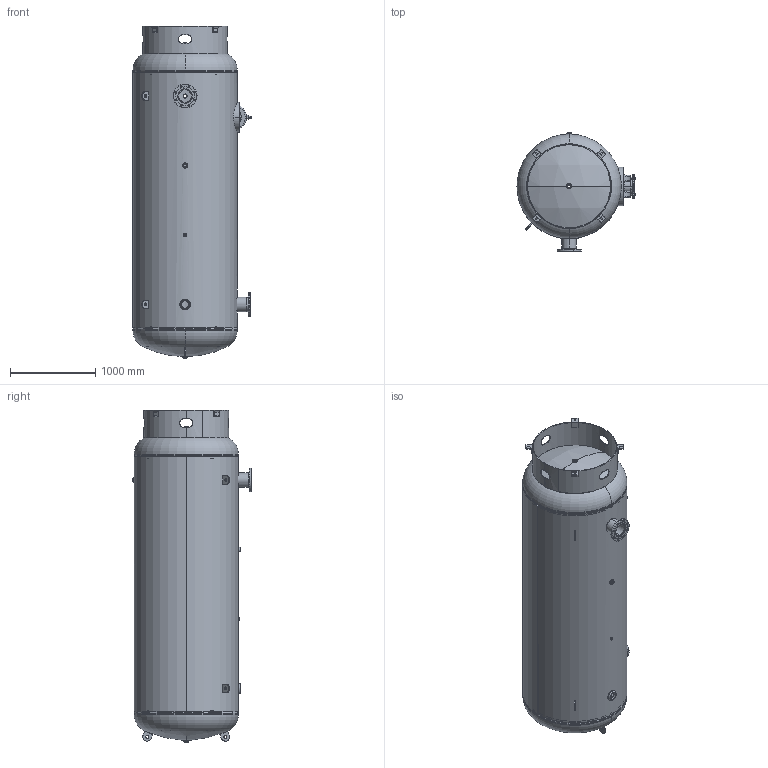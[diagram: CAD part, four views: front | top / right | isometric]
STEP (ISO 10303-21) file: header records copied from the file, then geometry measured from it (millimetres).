
FILE_DESCRIPTION (( 'STEP AP203' ), '1' );
FILE_NAME ('302443.STEP', '2012-03-05T14:36:50', ( '' ), ( '' ), 'SwSTEP 2.0', 'SolidWorks 2011', '' );
FILE_SCHEMA (( 'CONFIG_CONTROL_DESIGN' ));
Length unit declared in the file: inch
Products named in the file (1): 302443
Bounding box: 1381.03 x 1390.65 x 3883.57 mm (x, y, z)
Surface area: 31959782.5 mm2 (no closed solid volume)
Topology: 0 solids, 45 shells, 368 faces, 1124 edges, 782 vertices
Faces by surface type: cylinder 154, plane 133, torus 50, bspline 23, sphere 8
Entity records: 22190 total; most frequent: CARTESIAN_POINT 12022, DIRECTION 2168, ORIENTED_EDGE 1902, EDGE_CURVE 1124, AXIS2_PLACEMENT_3D 860, VERTEX_POINT 782, CIRCLE 514, EDGE_LOOP 459
